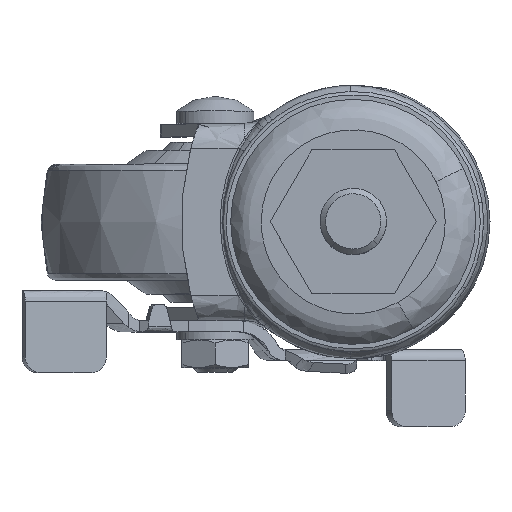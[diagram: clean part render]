
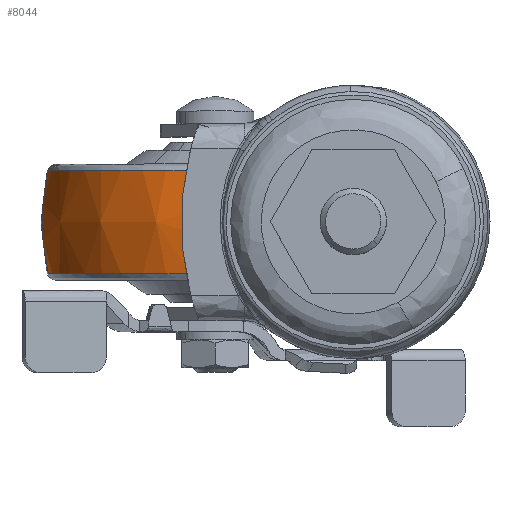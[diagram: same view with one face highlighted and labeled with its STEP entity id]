
A CAD part, top view. The second image highlights one B-rep face of the part: STEP entity #8044.
In plain terms, the highlighted free-form (B-spline) face has degree [2, 2] with [5, 5] control points.
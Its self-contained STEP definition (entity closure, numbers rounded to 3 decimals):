
#7196=CARTESIAN_POINT('',(-25.0,-9.351,-16.108));
#7197=VERTEX_POINT('',#7196);
#7212=CARTESIAN_POINT('',(-55.188,-9.351,-42.991));
#7213=VERTEX_POINT('',#7212);
#7214=CARTESIAN_POINT('',(-25.0,-9.351,-16.108));
#7215=CARTESIAN_POINT('',(-27.418,-9.351,-16.108));
#7216=CARTESIAN_POINT('',(-31.103,-9.351,-16.551));
#7217=CARTESIAN_POINT('',(-35.952,-9.351,-18.057));
#7218=CARTESIAN_POINT('',(-39.778,-9.351,-19.821));
#7219=CARTESIAN_POINT('',(-43.069,-9.351,-21.963));
#7220=CARTESIAN_POINT('',(-46.151,-9.351,-24.569));
#7221=CARTESIAN_POINT('',(-49.249,-9.351,-27.917));
#7222=CARTESIAN_POINT('',(-51.749,-9.351,-31.814));
#7223=CARTESIAN_POINT('',(-54.038,-9.351,-36.98));
#7224=CARTESIAN_POINT('',(-54.897,-9.351,-40.474));
#7225=CARTESIAN_POINT('',(-55.188,-9.351,-42.991));
#7226=B_SPLINE_CURVE_WITH_KNOTS('',3,(#7214,#7215,#7216,#7217,#7218,#7219,#7220,#7221,#7222,#7223,#7224,#7225),.UNSPECIFIED.,.F.,.U.,(4,1,1,1,1,1,1,1,1,4),(0.,7.255,11.056,15.201,19.865,22.802,27.293,33.512,36.622,44.222),.UNSPECIFIED.);
#7227=EDGE_CURVE('',#7197,#7213,#7226,.T.);
#7721=CARTESIAN_POINT('',(-25.0,9.351,-16.108));
#7722=VERTEX_POINT('',#7721);
#7791=CARTESIAN_POINT('',(-54.53,9.351,-39.312));
#7792=VERTEX_POINT('',#7791);
#7803=CARTESIAN_POINT('',(-25.0,9.351,-16.108));
#7804=CARTESIAN_POINT('',(-27.108,9.351,-16.108));
#7805=CARTESIAN_POINT('',(-31.325,9.351,-16.549));
#7806=CARTESIAN_POINT('',(-36.571,9.351,-18.242));
#7807=CARTESIAN_POINT('',(-40.696,9.351,-20.383));
#7808=CARTESIAN_POINT('',(-44.262,9.351,-22.841));
#7809=CARTESIAN_POINT('',(-47.578,9.351,-25.958));
#7810=CARTESIAN_POINT('',(-50.346,9.351,-29.563));
#7811=CARTESIAN_POINT('',(-52.812,9.351,-33.872));
#7812=CARTESIAN_POINT('',(-54.006,9.351,-37.161));
#7813=CARTESIAN_POINT('',(-54.53,9.351,-39.312));
#7814=B_SPLINE_CURVE_WITH_KNOTS('',3,(#7803,#7804,#7805,#7806,#7807,#7808,#7809,#7810,#7811,#7812,#7813),.UNSPECIFIED.,.F.,.U.,(4,1,1,1,1,1,1,1,4),(0.,6.325,12.651,16.446,20.242,25.618,30.046,33.841,40.483),.UNSPECIFIED.);
#7815=EDGE_CURVE('',#7722,#7792,#7814,.T.);
#7858=CARTESIAN_POINT('',(-55.188,9.351,-42.991));
#7859=VERTEX_POINT('',#7858);
#7877=CARTESIAN_POINT('',(-54.53,9.351,-39.312));
#7878=CARTESIAN_POINT('',(-54.824,9.351,-40.524));
#7879=CARTESIAN_POINT('',(-55.045,9.351,-41.753));
#7880=CARTESIAN_POINT('',(-55.188,9.351,-42.991));
#7881=B_SPLINE_CURVE_WITH_KNOTS('',3,(#7877,#7878,#7879,#7880),.UNSPECIFIED.,.F.,.U.,(4,4),(0.,3.739),.UNSPECIFIED.);
#7882=EDGE_CURVE('',#7792,#7859,#7881,.T.);
#7977=CARTESIAN_POINT('',(-55.188,-9.351,-42.991));
#7978=CARTESIAN_POINT('',(-55.714,-7.152,-42.93));
#7979=CARTESIAN_POINT('',(-56.259,-3.543,-42.866));
#7980=CARTESIAN_POINT('',(-56.352,2.757,-42.856));
#7981=CARTESIAN_POINT('',(-55.805,6.77,-42.919));
#7982=CARTESIAN_POINT('',(-55.188,9.351,-42.991));
#7983=B_SPLINE_CURVE_WITH_KNOTS('',3,(#7977,#7978,#7979,#7980,#7981,#7982),.UNSPECIFIED.,.F.,.U.,(4,1,1,4),(0.,6.784,10.913,18.876),.UNSPECIFIED.);
#7984=EDGE_CURVE('',#7213,#7859,#7983,.T.);
#7989=CARTESIAN_POINT('',(-25.0,-9.351,-16.108));
#7990=CARTESIAN_POINT('',(-25.,-7.152,-15.58));
#7991=CARTESIAN_POINT('',(-25.,-2.86,-14.926));
#7992=CARTESIAN_POINT('',(-25.,3.45,-14.996));
#7993=CARTESIAN_POINT('',(-25.,7.439,-15.649));
#7994=CARTESIAN_POINT('',(-25.0,9.351,-16.108));
#7995=B_SPLINE_CURVE_WITH_KNOTS('',3,(#7989,#7990,#7991,#7992,#7993,#7994),.UNSPECIFIED.,.F.,.U.,(4,1,1,4),(0.,6.784,12.977,18.876),.UNSPECIFIED.);
#7996=EDGE_CURVE('',#7197,#7722,#7995,.T.);
#8004=CARTESIAN_POINT('',(-24.804,-10.297,-16.348));
#8005=CARTESIAN_POINT('',(-24.796,-5.237,-15.));
#8006=CARTESIAN_POINT('',(-24.796,0.,-15.));
#8007=CARTESIAN_POINT('',(-24.796,5.237,-15.));
#8008=CARTESIAN_POINT('',(-24.804,10.297,-16.348));
#8009=CARTESIAN_POINT('',(-24.902,-10.297,-16.348));
#8010=CARTESIAN_POINT('',(-24.898,-5.237,-15.));
#8011=CARTESIAN_POINT('',(-24.898,0.,-15.));
#8012=CARTESIAN_POINT('',(-24.898,5.237,-15.));
#8013=CARTESIAN_POINT('',(-24.902,10.297,-16.348));
#8014=CARTESIAN_POINT('',(-51.85,-10.297,-16.348));
#8015=CARTESIAN_POINT('',(-53.05,-5.237,-15.));
#8016=CARTESIAN_POINT('',(-53.05,0.,-15.));
#8017=CARTESIAN_POINT('',(-53.05,5.237,-15.));
#8018=CARTESIAN_POINT('',(-51.85,10.297,-16.348));
#8019=CARTESIAN_POINT('',(-54.962,-10.297,-43.12));
#8020=CARTESIAN_POINT('',(-56.302,-5.237,-42.969));
#8021=CARTESIAN_POINT('',(-56.302,0.,-42.969));
#8022=CARTESIAN_POINT('',(-56.302,5.237,-42.969));
#8023=CARTESIAN_POINT('',(-54.962,10.297,-43.12));
#8024=CARTESIAN_POINT('',(-54.974,-10.297,-43.222));
#8025=CARTESIAN_POINT('',(-56.314,-5.237,-43.075));
#8026=CARTESIAN_POINT('',(-56.314,0.,-43.075));
#8027=CARTESIAN_POINT('',(-56.314,5.237,-43.075));
#8028=CARTESIAN_POINT('',(-54.974,10.297,-43.222));
#8036=(BOUNDED_SURFACE()B_SPLINE_SURFACE(2,2,((#8004,#8009,#8014,#8019,#8024),(#8005,#8010,#8015,#8020,#8025),(#8006,#8011,#8016,#8021,#8026),(#8007,#8012,#8017,#8022,#8027),(#8008,#8013,#8018,#8023,#8028)),.UNSPECIFIED.,.F.,.F.,.U.)B_SPLINE_SURFACE_WITH_KNOTS((3,2,3),(3,1,1,3),(0.0,10.772,21.544),(0.0,0.24,48.203,48.443),.UNSPECIFIED.)GEOMETRIC_REPRESENTATION_ITEM()RATIONAL_B_SPLINE_SURFACE(((0.932,0.931,0.679,0.89,0.891),(0.958,0.957,0.698,0.916,0.917),(1.003,1.001,0.731,0.958,0.959),(0.958,0.957,0.698,0.916,0.917),(0.932,0.931,0.679,0.89,0.891)))REPRESENTATION_ITEM('')SURFACE());
#8037=ORIENTED_EDGE('',*,*,#7227,.F.);
#8038=ORIENTED_EDGE('',*,*,#7996,.T.);
#8039=ORIENTED_EDGE('',*,*,#7815,.T.);
#8040=ORIENTED_EDGE('',*,*,#7882,.T.);
#8041=ORIENTED_EDGE('',*,*,#7984,.F.);
#8042=EDGE_LOOP('',(#8037,#8038,#8039,#8040,#8041));
#8043=FACE_OUTER_BOUND('',#8042,.T.);
#8044=ADVANCED_FACE('',(#8043),#8036,.T.);
